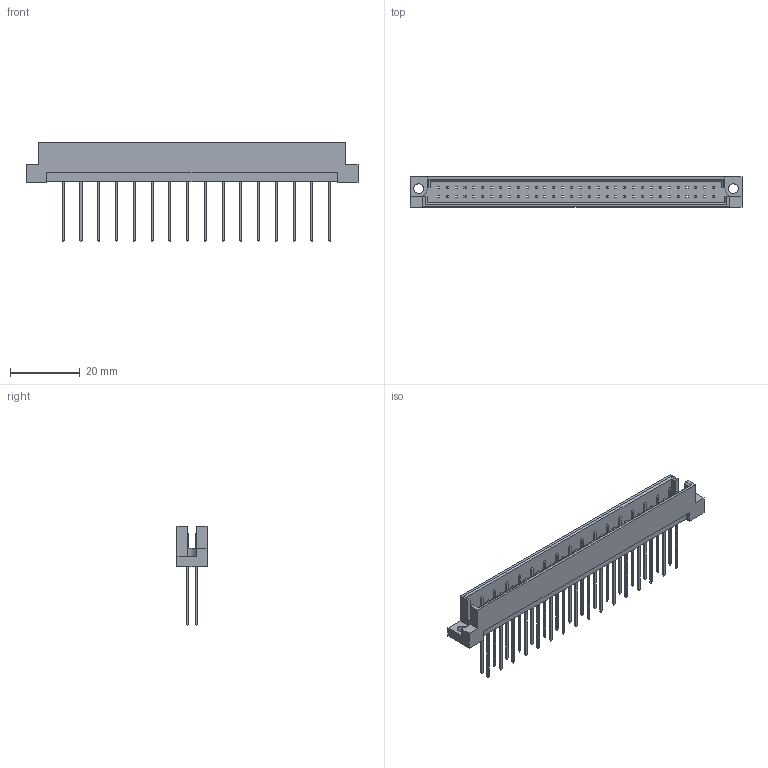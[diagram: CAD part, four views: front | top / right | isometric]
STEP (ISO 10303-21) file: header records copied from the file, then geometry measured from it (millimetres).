
FILE_DESCRIPTION (( 'STEP AP203' ), '1' );
FILE_NAME ('461-132-341-221.STEP', '2019-11-11T13:44:54', ( '' ), ( '' ), 'SwSTEP 2.0', 'SolidWorks 2020', '' );
FILE_SCHEMA (( 'CONFIG_CONTROL_DESIGN' ));
Length unit declared in the file: millimetre
Products named in the file (3): 461-290_41; 461 Part_64; 461-132-341-221
Assembly tree (33 placements, depth 2):
  461-132-341-221
    461 Part_64
    461-290_41  x32
Bounding box: 95 x 8.6 x 28.6 mm (x, y, z)
Volume: 4912.2 mm3; surface area: 7560.1 mm2
Topology: 33 solids, 33 shells, 753 faces, 1793 edges, 1106 vertices
Faces by surface type: plane 746, cylinder 7
Entity records: 11834 total; most frequent: CARTESIAN_POINT 1890, ORIENTED_EDGE 1850, DIRECTION 1649, EDGE_CURVE 925, LINE 911, VECTOR 911, VERTEX_POINT 610, EDGE_LOOP 451
